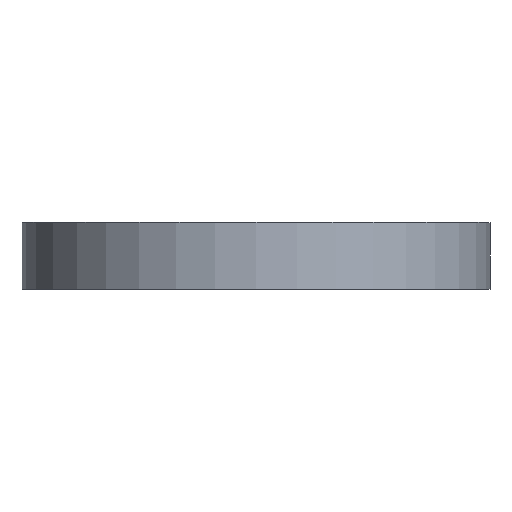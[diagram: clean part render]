
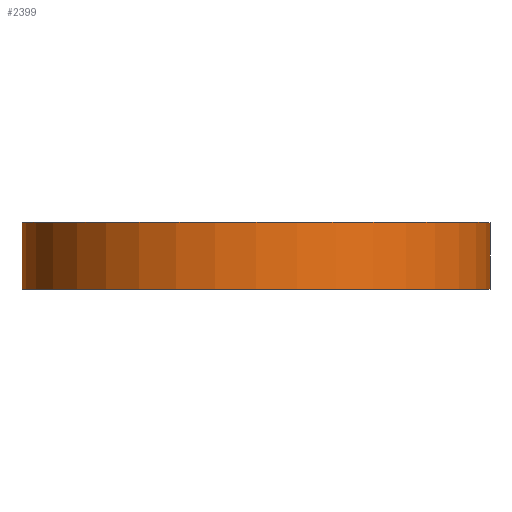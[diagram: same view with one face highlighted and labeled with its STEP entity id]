
A CAD part, top view. The second image highlights one B-rep face of the part: STEP entity #2399.
In plain terms, the highlighted cylindrical face has radius 10.5 mm (diameter 21 mm), a full revolution.
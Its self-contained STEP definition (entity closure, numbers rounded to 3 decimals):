
#143=FACE_OUTER_BOUND('',#270,.T.);
#270=EDGE_LOOP('',(#1896,#1897,#1898,#1899));
#399=LINE('',#4429,#524);
#524=VECTOR('',#3673,10.5);
#773=CIRCLE('',#2795,10.5);
#774=CIRCLE('',#2796,10.5);
#1023=VERTEX_POINT('',#4426);
#1024=VERTEX_POINT('',#4428);
#1397=EDGE_CURVE('',#1023,#1023,#773,.T.);
#1398=EDGE_CURVE('',#1023,#1024,#399,.T.);
#1399=EDGE_CURVE('',#1024,#1024,#774,.T.);
#1896=ORIENTED_EDGE('',*,*,#1397,.F.);
#1897=ORIENTED_EDGE('',*,*,#1398,.T.);
#1898=ORIENTED_EDGE('',*,*,#1399,.T.);
#1899=ORIENTED_EDGE('',*,*,#1398,.F.);
#2274=CYLINDRICAL_SURFACE('',#2794,10.5);
#2399=ADVANCED_FACE('',(#143),#2274,.T.);
#2794=AXIS2_PLACEMENT_3D('',#4425,#3669,#3670);
#2795=AXIS2_PLACEMENT_3D('',#4427,#3671,#3672);
#2796=AXIS2_PLACEMENT_3D('',#4430,#3674,#3675);
#3669=DIRECTION('center_axis',(0.,1.,0.));
#3670=DIRECTION('ref_axis',(-1.,0.,0.));
#3671=DIRECTION('center_axis',(0.,1.,0.));
#3672=DIRECTION('ref_axis',(-1.,0.,0.));
#3673=DIRECTION('',(0.,-1.,0.));
#3674=DIRECTION('center_axis',(0.,1.,0.));
#3675=DIRECTION('ref_axis',(-1.,0.,0.));
#4425=CARTESIAN_POINT('Origin',(0.,0.,0.));
#4426=CARTESIAN_POINT('',(10.5,3.,0.));
#4427=CARTESIAN_POINT('Origin',(0.,3.,0.));
#4428=CARTESIAN_POINT('',(10.5,0.,0.));
#4429=CARTESIAN_POINT('',(10.5,0.,0.));
#4430=CARTESIAN_POINT('Origin',(0.,0.,0.));
